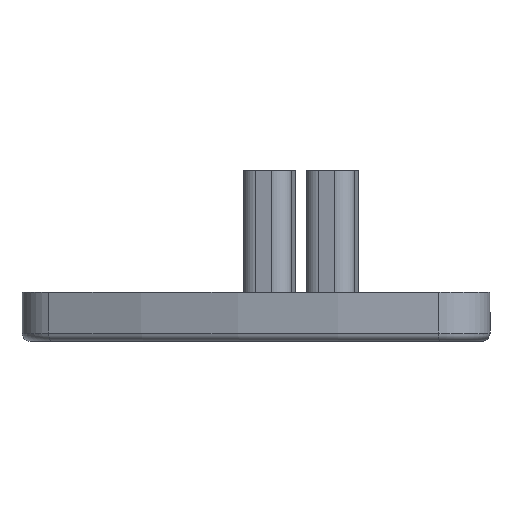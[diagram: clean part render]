
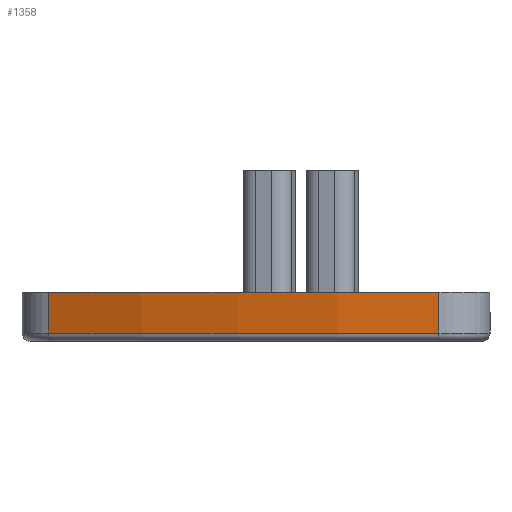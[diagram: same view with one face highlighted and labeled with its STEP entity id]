
A CAD part, left-side view. The second image highlights one B-rep face of the part: STEP entity #1358.
In plain terms, the highlighted cylindrical face has radius 60 mm (diameter 120 mm), a partial arc.
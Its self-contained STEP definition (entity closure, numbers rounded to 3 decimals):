
#29 = DIRECTION ( 'NONE',  ( 0., 0., -1. ) ) ;
#42 = AXIS2_PLACEMENT_3D ( 'NONE', #1570, #67, #1417 ) ;
#67 = DIRECTION ( 'NONE',  ( 0., 0., -1. ) ) ;
#163 = VECTOR ( 'NONE', #699, 1000. ) ;
#170 = CIRCLE ( 'NONE', #201, 60. ) ;
#181 = EDGE_CURVE ( 'NONE', #1597, #304, #1716, .T. ) ;
#196 = DIRECTION ( 'NONE',  ( 0., 0., -1. ) ) ;
#201 = AXIS2_PLACEMENT_3D ( 'NONE', #931, #29, #631 ) ;
#255 = EDGE_CURVE ( 'NONE', #1867, #257, #902, .T. ) ;
#257 = VERTEX_POINT ( 'NONE', #499 ) ;
#304 = VERTEX_POINT ( 'NONE', #648 ) ;
#327 = CARTESIAN_POINT ( 'NONE',  ( -16.027, 17.792, -3. ) ) ;
#330 = ORIENTED_EDGE ( 'NONE', *, *, #255, .T. ) ;
#413 = CARTESIAN_POINT ( 'NONE',  ( 37.442, -9.432, -2.5 ) ) ;
#499 = CARTESIAN_POINT ( 'NONE',  ( -16.027, 17.792, -2.5 ) ) ;
#631 = DIRECTION ( 'NONE',  ( 0., 1., 0. ) ) ;
#648 = CARTESIAN_POINT ( 'NONE',  ( -22.475, -6.274, 0. ) ) ;
#672 = VECTOR ( 'NONE', #196, 1000. ) ;
#699 = DIRECTION ( 'NONE',  ( 0., 0., 1. ) ) ;
#707 = CIRCLE ( 'NONE', #1694, 60. ) ;
#866 = DIRECTION ( 'NONE',  ( 0., 0., -1. ) ) ;
#902 = LINE ( 'NONE', #327, #672 ) ;
#931 = CARTESIAN_POINT ( 'NONE',  ( 37.442, -9.432, 0. ) ) ;
#969 = EDGE_LOOP ( 'NONE', ( #330, #1154, #1362, #1648 ) ) ;
#993 = CARTESIAN_POINT ( 'NONE',  ( -22.475, -6.274, -3. ) ) ;
#1100 = FACE_OUTER_BOUND ( 'NONE', #969, .T. ) ;
#1141 = CYLINDRICAL_SURFACE ( 'NONE', #42, 60. ) ;
#1154 = ORIENTED_EDGE ( 'NONE', *, *, #1869, .F. ) ;
#1358 = ADVANCED_FACE ( 'NONE', ( #1100 ), #1141, .T. ) ;
#1362 = ORIENTED_EDGE ( 'NONE', *, *, #181, .T. ) ;
#1417 = DIRECTION ( 'NONE',  ( 0., 1., 0. ) ) ;
#1570 = CARTESIAN_POINT ( 'NONE',  ( 37.442, -9.432, -3. ) ) ;
#1595 = CARTESIAN_POINT ( 'NONE',  ( -16.027, 17.792, 0. ) ) ;
#1597 = VERTEX_POINT ( 'NONE', #1666 ) ;
#1643 = EDGE_CURVE ( 'NONE', #304, #1867, #170, .T. ) ;
#1648 = ORIENTED_EDGE ( 'NONE', *, *, #1643, .T. ) ;
#1666 = CARTESIAN_POINT ( 'NONE',  ( -22.475, -6.274, -2.5 ) ) ;
#1694 = AXIS2_PLACEMENT_3D ( 'NONE', #413, #866, #1769 ) ;
#1716 = LINE ( 'NONE', #993, #163 ) ;
#1769 = DIRECTION ( 'NONE',  ( -0.891, 0.454, 0. ) ) ;
#1867 = VERTEX_POINT ( 'NONE', #1595 ) ;
#1869 = EDGE_CURVE ( 'NONE', #1597, #257, #707, .T. ) ;
